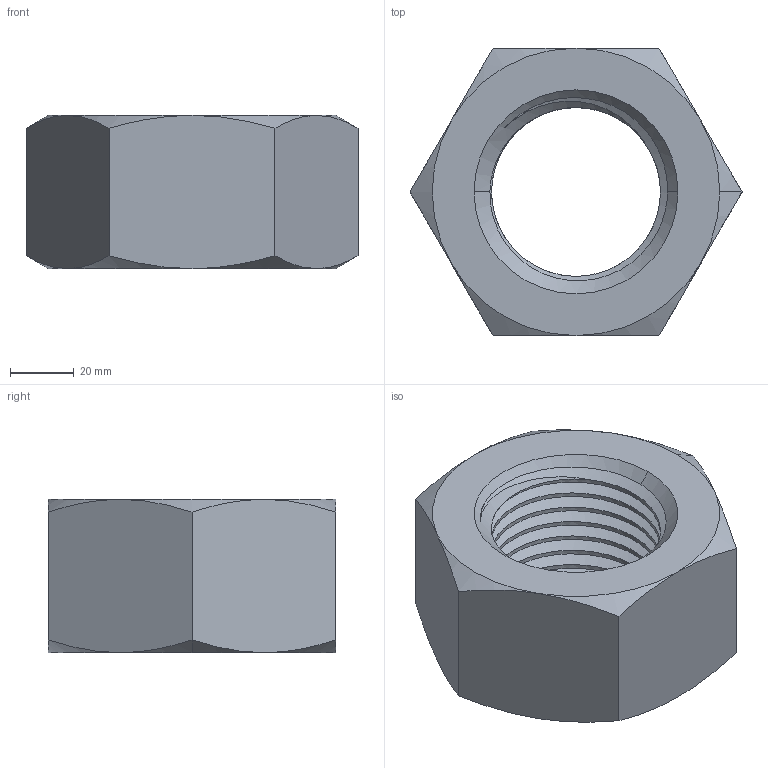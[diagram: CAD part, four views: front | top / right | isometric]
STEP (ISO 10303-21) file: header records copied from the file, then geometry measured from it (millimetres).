
FILE_DESCRIPTION (( 'STEP AP214' ), '1' );
FILE_NAME ('M60 Nut.STEP', '2019-05-01T13:52:35', ( '' ), ( '' ), 'SwSTEP 2.0', 'SolidWorks 2018', '' );
FILE_SCHEMA (( 'AUTOMOTIVE_DESIGN' ));
Length unit declared in the file: millimetre
Products named in the file (1): M60 Nut
Bounding box: 103.92 x 90 x 48 mm (x, y, z)
Volume: 215294.4 mm3; surface area: 36477.9 mm2
Topology: 1 solids, 1 shells, 44 faces, 111 edges, 69 vertices
Faces by surface type: cone 19, cylinder 15, plane 8, bspline 2
Entity records: 3412 total; most frequent: CARTESIAN_POINT 2467, ORIENTED_EDGE 222, DIRECTION 155, EDGE_CURVE 111, VERTEX_POINT 69, AXIS2_PLACEMENT_3D 64, EDGE_LOOP 46, FACE_OUTER_BOUND 44
